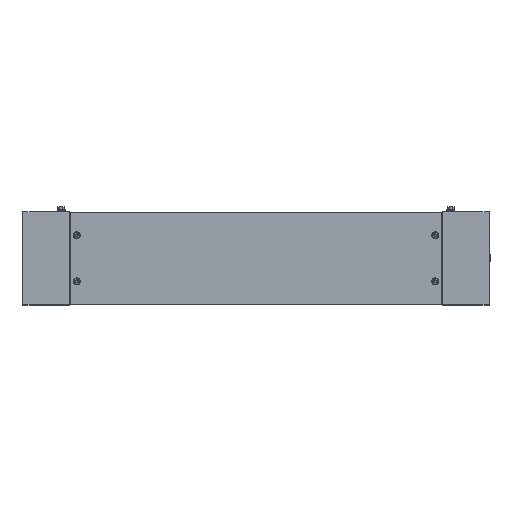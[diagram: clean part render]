
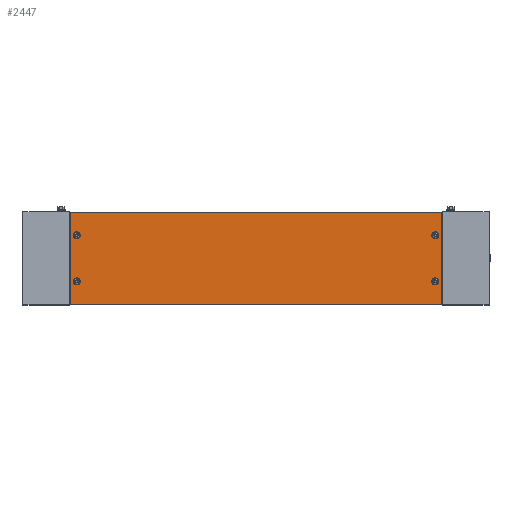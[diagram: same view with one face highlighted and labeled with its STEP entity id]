
A CAD part, top view. The second image highlights one B-rep face of the part: STEP entity #2447.
In plain terms, the highlighted face is planar.
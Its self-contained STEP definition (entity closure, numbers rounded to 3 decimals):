
#164 = CARTESIAN_POINT ( 'NONE',  ( 123.191, -149.5, 0. ) ) ;
#357 = DIRECTION ( 'NONE',  ( 1., 0., 0. ) ) ;
#422 = DIRECTION ( 'NONE',  ( 0., 0., 1. ) ) ;
#452 = EDGE_LOOP ( 'NONE', ( #6209, #6846 ) ) ;
#535 = CARTESIAN_POINT ( 'NONE',  ( 884.5, -50.5, 0. ) ) ;
#559 = AXIS2_PLACEMENT_3D ( 'NONE', #16323, #4945, #13212 ) ;
#1076 = CARTESIAN_POINT ( 'NONE',  ( 892.191, -50.5, 0. ) ) ;
#1705 = CIRCLE ( 'NONE', #4038, 7.691 ) ;
#1895 = ORIENTED_EDGE ( 'NONE', *, *, #14619, .T. ) ;
#2447 = ADVANCED_FACE ( 'NONE', ( #16082, #3527, #10559, #6330, #16144 ), #17234, .F. ) ;
#2492 = DIRECTION ( 'NONE',  ( 1., 0., 0. ) ) ;
#2954 = CARTESIAN_POINT ( 'NONE',  ( 876.809, -149.5, 0. ) ) ;
#3057 = EDGE_LOOP ( 'NONE', ( #17856, #15653 ) ) ;
#3485 = EDGE_CURVE ( 'NONE', #13338, #15188, #3543, .T. ) ;
#3527 = FACE_BOUND ( 'NONE', #11470, .T. ) ;
#3543 = CIRCLE ( 'NONE', #8793, 7.691 ) ;
#3683 = CIRCLE ( 'NONE', #6904, 7.691 ) ;
#3829 = LINE ( 'NONE', #12253, #4210 ) ;
#4038 = AXIS2_PLACEMENT_3D ( 'NONE', #535, #5905, #357 ) ;
#4210 = VECTOR ( 'NONE', #6380, 1000. ) ;
#4330 = EDGE_CURVE ( 'NONE', #9686, #7113, #3829, .T. ) ;
#4596 = CARTESIAN_POINT ( 'NONE',  ( 0., 0., 0. ) ) ;
#4683 = ORIENTED_EDGE ( 'NONE', *, *, #4912, .T. ) ;
#4762 = LINE ( 'NONE', #5861, #14972 ) ;
#4912 = EDGE_CURVE ( 'NONE', #9931, #16571, #3683, .T. ) ;
#4945 = DIRECTION ( 'NONE',  ( 0., 0., 1. ) ) ;
#4975 = AXIS2_PLACEMENT_3D ( 'NONE', #5650, #8672, #8155 ) ;
#5091 = CARTESIAN_POINT ( 'NONE',  ( 884.5, -149.5, 0. ) ) ;
#5265 = CIRCLE ( 'NONE', #4975, 7.691 ) ;
#5349 = EDGE_CURVE ( 'NONE', #15188, #13338, #15523, .T. ) ;
#5370 = AXIS2_PLACEMENT_3D ( 'NONE', #10241, #7381, #14439 ) ;
#5427 = DIRECTION ( 'NONE',  ( 0., 0., 1. ) ) ;
#5443 = VECTOR ( 'NONE', #15172, 1000. ) ;
#5468 = CARTESIAN_POINT ( 'NONE',  ( 892.191, -149.5, 0. ) ) ;
#5650 = CARTESIAN_POINT ( 'NONE',  ( 115.5, -50.5, 0. ) ) ;
#5861 = CARTESIAN_POINT ( 'NONE',  ( 101., -1., 0. ) ) ;
#5905 = DIRECTION ( 'NONE',  ( 0., 0., 1. ) ) ;
#5945 = CIRCLE ( 'NONE', #5370, 7.691 ) ;
#6147 = ORIENTED_EDGE ( 'NONE', *, *, #12850, .T. ) ;
#6209 = ORIENTED_EDGE ( 'NONE', *, *, #5349, .T. ) ;
#6257 = DIRECTION ( 'NONE',  ( 1., 0., 0. ) ) ;
#6330 = FACE_BOUND ( 'NONE', #12304, .T. ) ;
#6380 = DIRECTION ( 'NONE',  ( -1., 0., 0. ) ) ;
#6744 = EDGE_CURVE ( 'NONE', #13181, #15072, #5945, .T. ) ;
#6846 = ORIENTED_EDGE ( 'NONE', *, *, #3485, .T. ) ;
#6904 = AXIS2_PLACEMENT_3D ( 'NONE', #11029, #5427, #15246 ) ;
#7113 = VERTEX_POINT ( 'NONE', #16492 ) ;
#7381 = DIRECTION ( 'NONE',  ( 0., 0., 1. ) ) ;
#7502 = CARTESIAN_POINT ( 'NONE',  ( 107.809, -50.5, 0. ) ) ;
#7661 = CIRCLE ( 'NONE', #11476, 7.691 ) ;
#8155 = DIRECTION ( 'NONE',  ( 1., 0., 0. ) ) ;
#8200 = LINE ( 'NONE', #12513, #5443 ) ;
#8356 = ORIENTED_EDGE ( 'NONE', *, *, #6744, .T. ) ;
#8409 = CIRCLE ( 'NONE', #559, 7.691 ) ;
#8567 = ORIENTED_EDGE ( 'NONE', *, *, #11147, .F. ) ;
#8672 = DIRECTION ( 'NONE',  ( 0., 0., 1. ) ) ;
#8754 = CARTESIAN_POINT ( 'NONE',  ( 899., -1., 0. ) ) ;
#8793 = AXIS2_PLACEMENT_3D ( 'NONE', #5091, #9310, #14907 ) ;
#9006 = CARTESIAN_POINT ( 'NONE',  ( 884.5, -50.5, 0. ) ) ;
#9310 = DIRECTION ( 'NONE',  ( 0., 0., 1. ) ) ;
#9686 = VERTEX_POINT ( 'NONE', #8754 ) ;
#9931 = VERTEX_POINT ( 'NONE', #164 ) ;
#10241 = CARTESIAN_POINT ( 'NONE',  ( 115.5, -50.5, 0. ) ) ;
#10307 = DIRECTION ( 'NONE',  ( 0., 0., 1. ) ) ;
#10405 = CARTESIAN_POINT ( 'NONE',  ( 123.191, -50.5, 0. ) ) ;
#10559 = FACE_BOUND ( 'NONE', #3057, .T. ) ;
#10561 = AXIS2_PLACEMENT_3D ( 'NONE', #11469, #14478, #11365 ) ;
#10801 = CARTESIAN_POINT ( 'NONE',  ( 107.809, -149.5, 0. ) ) ;
#11029 = CARTESIAN_POINT ( 'NONE',  ( 115.5, -149.5, 0. ) ) ;
#11147 = EDGE_CURVE ( 'NONE', #11651, #9686, #8200, .T. ) ;
#11313 = CARTESIAN_POINT ( 'NONE',  ( 101., -199., 0. ) ) ;
#11365 = DIRECTION ( 'NONE',  ( 1., 0., 0. ) ) ;
#11469 = CARTESIAN_POINT ( 'NONE',  ( 884.5, -149.5, 0. ) ) ;
#11470 = EDGE_LOOP ( 'NONE', ( #6147, #4683 ) ) ;
#11476 = AXIS2_PLACEMENT_3D ( 'NONE', #9006, #10307, #6257 ) ;
#11536 = EDGE_CURVE ( 'NONE', #12005, #11651, #16496, .T. ) ;
#11651 = VERTEX_POINT ( 'NONE', #15490 ) ;
#11949 = EDGE_CURVE ( 'NONE', #14040, #16755, #1705, .T. ) ;
#12005 = VERTEX_POINT ( 'NONE', #11313 ) ;
#12253 = CARTESIAN_POINT ( 'NONE',  ( 101., -1., 0. ) ) ;
#12304 = EDGE_LOOP ( 'NONE', ( #8356, #1895 ) ) ;
#12513 = CARTESIAN_POINT ( 'NONE',  ( 899., -1., 0. ) ) ;
#12850 = EDGE_CURVE ( 'NONE', #16571, #9931, #8409, .T. ) ;
#12982 = CARTESIAN_POINT ( 'NONE',  ( 876.809, -50.5, 0. ) ) ;
#13038 = DIRECTION ( 'NONE',  ( 1., 0., 0. ) ) ;
#13181 = VERTEX_POINT ( 'NONE', #7502 ) ;
#13212 = DIRECTION ( 'NONE',  ( 1., 0., 0. ) ) ;
#13338 = VERTEX_POINT ( 'NONE', #5468 ) ;
#13667 = ORIENTED_EDGE ( 'NONE', *, *, #15638, .F. ) ;
#14021 = AXIS2_PLACEMENT_3D ( 'NONE', #4596, #422, #13038 ) ;
#14040 = VERTEX_POINT ( 'NONE', #1076 ) ;
#14386 = ORIENTED_EDGE ( 'NONE', *, *, #4330, .F. ) ;
#14439 = DIRECTION ( 'NONE',  ( 1., 0., 0. ) ) ;
#14478 = DIRECTION ( 'NONE',  ( 0., 0., 1. ) ) ;
#14619 = EDGE_CURVE ( 'NONE', #15072, #13181, #5265, .T. ) ;
#14907 = DIRECTION ( 'NONE',  ( 1., 0., 0. ) ) ;
#14954 = CARTESIAN_POINT ( 'NONE',  ( 101., -199., 0. ) ) ;
#14972 = VECTOR ( 'NONE', #17039, 1000. ) ;
#15072 = VERTEX_POINT ( 'NONE', #10405 ) ;
#15172 = DIRECTION ( 'NONE',  ( 0., 1., 0. ) ) ;
#15188 = VERTEX_POINT ( 'NONE', #2954 ) ;
#15246 = DIRECTION ( 'NONE',  ( 1., 0., 0. ) ) ;
#15478 = ORIENTED_EDGE ( 'NONE', *, *, #11536, .F. ) ;
#15490 = CARTESIAN_POINT ( 'NONE',  ( 899., -199., 0. ) ) ;
#15523 = CIRCLE ( 'NONE', #10561, 7.691 ) ;
#15638 = EDGE_CURVE ( 'NONE', #7113, #12005, #4762, .T. ) ;
#15653 = ORIENTED_EDGE ( 'NONE', *, *, #11949, .T. ) ;
#16082 = FACE_BOUND ( 'NONE', #452, .T. ) ;
#16144 = FACE_OUTER_BOUND ( 'NONE', #17989, .T. ) ;
#16323 = CARTESIAN_POINT ( 'NONE',  ( 115.5, -149.5, 0. ) ) ;
#16492 = CARTESIAN_POINT ( 'NONE',  ( 101., -1., 0. ) ) ;
#16496 = LINE ( 'NONE', #14954, #18046 ) ;
#16571 = VERTEX_POINT ( 'NONE', #10801 ) ;
#16755 = VERTEX_POINT ( 'NONE', #12982 ) ;
#17039 = DIRECTION ( 'NONE',  ( 0., -1., 0. ) ) ;
#17173 = EDGE_CURVE ( 'NONE', #16755, #14040, #7661, .T. ) ;
#17234 = PLANE ( 'NONE',  #14021 ) ;
#17856 = ORIENTED_EDGE ( 'NONE', *, *, #17173, .T. ) ;
#17989 = EDGE_LOOP ( 'NONE', ( #13667, #14386, #8567, #15478 ) ) ;
#18046 = VECTOR ( 'NONE', #2492, 1000. ) ;
